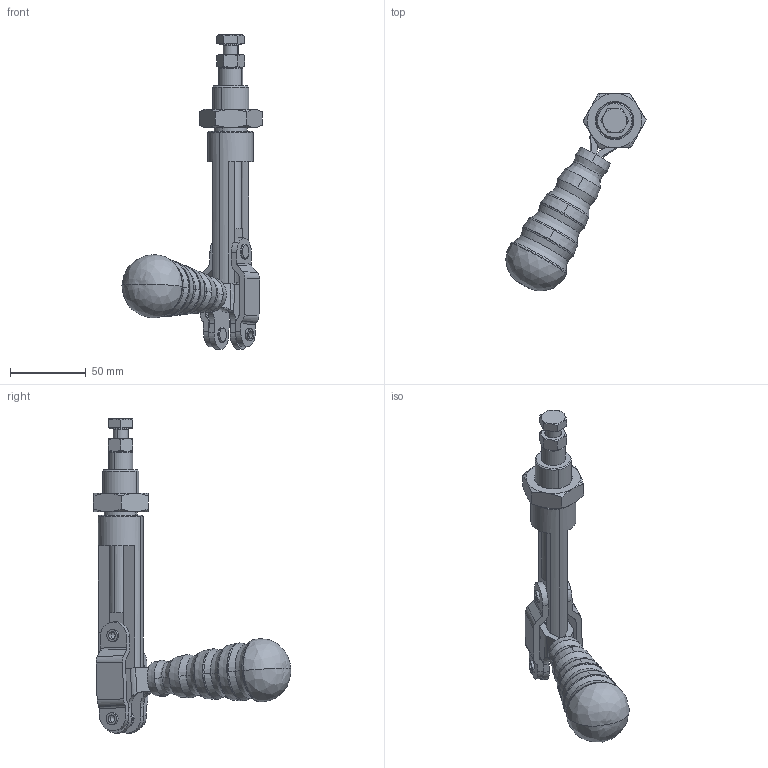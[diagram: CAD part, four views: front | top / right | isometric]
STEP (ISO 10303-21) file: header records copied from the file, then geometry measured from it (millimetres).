
FILE_DESCRIPTION((''),'2;1');
FILE_NAME('382-opened.stp','2005-09-28T08:59:54',('Kysilko'),(''),'Autodesk Inventor 8','Autodesk Inventor 8','');
FILE_SCHEMA(('AUTOMOTIVE_DESIGN { 1 0 10303 214 1 1 1 1 }'));
Length unit declared in the file: millimetre
Products named in the file (1): Part24
Bounding box: 92.65 x 130.65 x 207.65 mm (x, y, z)
Volume: 170559.4 mm3; surface area: 43138.2 mm2
Topology: 1 solids, 3 shells, 333 faces, 858 edges, 534 vertices
Faces by surface type: plane 98, cylinder 79, bspline 66, cone 66, torus 22, sphere 2
Entity records: 12044 total; most frequent: CARTESIAN_POINT 4088, DIRECTION 1722, ORIENTED_EDGE 1688, EDGE_CURVE 844, AXIS2_PLACEMENT_3D 692, VERTEX_POINT 534, CIRCLE 422, EDGE_LOOP 360
